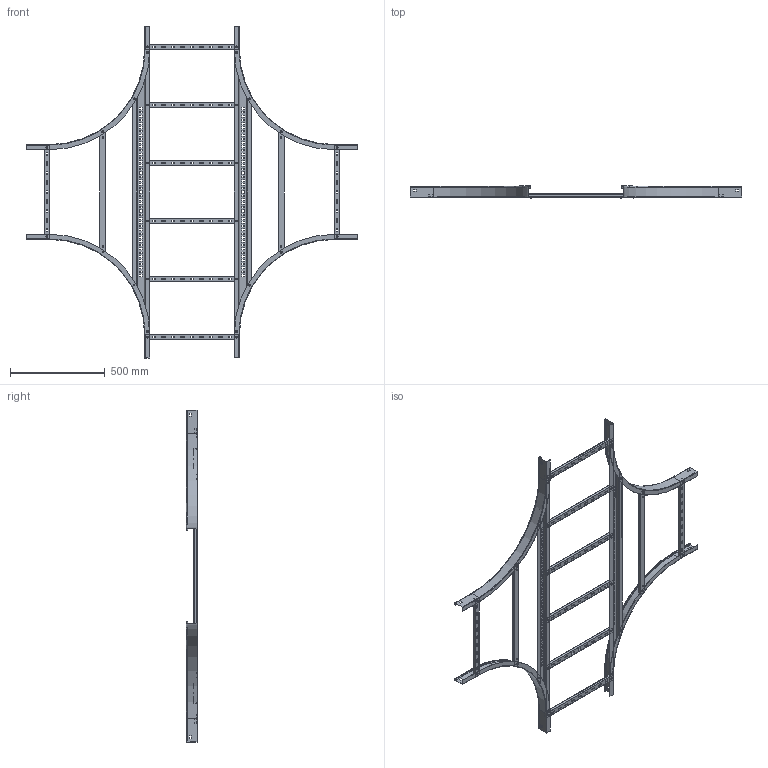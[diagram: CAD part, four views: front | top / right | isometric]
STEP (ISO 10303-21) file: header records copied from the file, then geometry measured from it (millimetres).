
FILE_DESCRIPTION (( 'STEP AP214' ), '1' );
FILE_NAME ('6214456.STEP', '2020-05-08T11:44:17', ( '' ), ( '' ), 'SwSTEP 2.0', 'SolidWorks 2018', '' );
FILE_SCHEMA (( 'AUTOMOTIVE_DESIGN' ));
Length unit declared in the file: millimetre
Products named in the file (10): 6214456; KTS 14.041-005_3.5mm; 131591_60_27_R500; 131595_NB0500; 131594_NB0500; KTS 14.041-005_3.00mm; 131571_L=495 (NB=500)
Assembly tree (42 placements, depth 2):
  6214456
    131591_60_27_R500
    131591_60_27_R500
    131591_60_27_R500
    131591_60_27_R500
    131594_NB0500  x2
    131571_L=495 (NB=500)  x8
    131595_NB0500  x2
    KTS 14.041-005_3.00mm  x14
    KTS 14.041-005_3.5mm  x12
Bounding box: 1750 x 61.6 x 1750 mm (x, y, z)
Volume: 1722443.1 mm3; surface area: 2160515.5 mm2
Topology: 42 solids, 42 shells, 2122 faces, 5676 edges, 3664 vertices
Faces by surface type: plane 1038, cylinder 892, torus 120, cone 52, bspline 20
Entity records: 29496 total; most frequent: CARTESIAN_POINT 5487, DIRECTION 4676, ORIENTED_EDGE 4484, EDGE_CURVE 2242, AXIS2_PLACEMENT_3D 1613, VECTOR 1450, LINE 1450, VERTEX_POINT 1448
